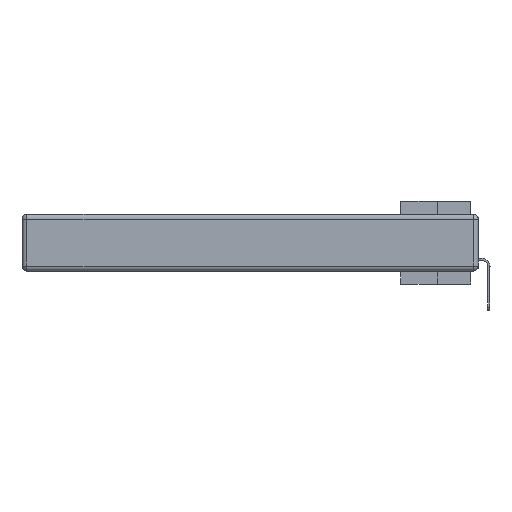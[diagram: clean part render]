
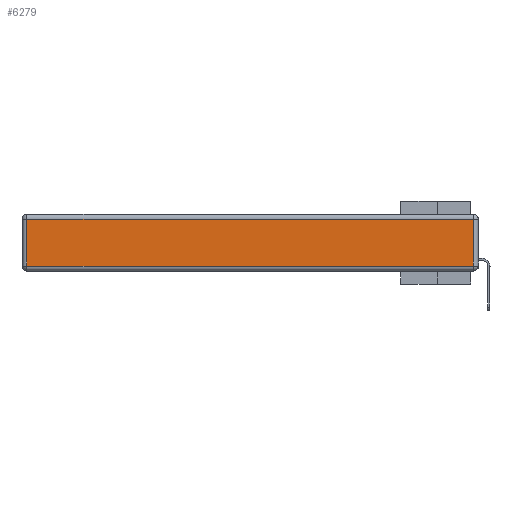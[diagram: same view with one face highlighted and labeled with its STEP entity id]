
A CAD part, left-side view. The second image highlights one B-rep face of the part: STEP entity #6279.
In plain terms, the highlighted planar face has unit normal (-1, 0, 0).
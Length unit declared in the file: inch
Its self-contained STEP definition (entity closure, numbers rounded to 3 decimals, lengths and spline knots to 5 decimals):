
#88 = CARTESIAN_POINT ( 'NONE',  ( 0., 0., -0.343 ) ) ;
#550 = CARTESIAN_POINT ( 'NONE',  ( 0., 2.72, -0.343 ) ) ;
#1646 = CARTESIAN_POINT ( 'NONE',  ( 0., 2.72, -0.313 ) ) ;
#2137 = CARTESIAN_POINT ( 'NONE',  ( 0., 0.03, -0.03 ) ) ;
#5069 = EDGE_CURVE ( 'NONE', #33728, #22449, #20846, .T. ) ;
#5666 = CARTESIAN_POINT ( 'NONE',  ( 0., 0.03, -0.343 ) ) ;
#5909 = ORIENTED_EDGE ( 'NONE', *, *, #32134, .T. ) ;
#6279 = ADVANCED_FACE ( 'NONE', ( #14288 ), #10796, .T. ) ;
#7919 = VERTEX_POINT ( 'NONE', #26426 ) ;
#8770 = DIRECTION ( 'NONE',  ( 0., 0., -1. ) ) ;
#9111 = EDGE_CURVE ( 'NONE', #32425, #7919, #29097, .T. ) ;
#10796 = PLANE ( 'NONE',  #26352 ) ;
#12093 = ORIENTED_EDGE ( 'NONE', *, *, #30086, .T. ) ;
#14288 = FACE_OUTER_BOUND ( 'NONE', #28669, .T. ) ;
#14984 = VECTOR ( 'NONE', #8770, 39.37008 ) ;
#16111 = LINE ( 'NONE', #550, #14984 ) ;
#16524 = DIRECTION ( 'NONE',  ( 0., 0., 1. ) ) ;
#16636 = VECTOR ( 'NONE', #16524, 39.37008 ) ;
#18163 = DIRECTION ( 'NONE',  ( 0., -1., 0. ) ) ;
#18508 = ORIENTED_EDGE ( 'NONE', *, *, #5069, .T. ) ;
#18801 = DIRECTION ( 'NONE',  ( 0., 0., 1. ) ) ;
#20846 = LINE ( 'NONE', #22816, #30842 ) ;
#21486 = DIRECTION ( 'NONE',  ( -1., 0., 0. ) ) ;
#22449 = VERTEX_POINT ( 'NONE', #24578 ) ;
#22816 = CARTESIAN_POINT ( 'NONE',  ( 0., 0., -0.313 ) ) ;
#24219 = LINE ( 'NONE', #5666, #16636 ) ;
#24578 = CARTESIAN_POINT ( 'NONE',  ( 0., 0.03, -0.313 ) ) ;
#26352 = AXIS2_PLACEMENT_3D ( 'NONE', #88, #21486, #18801 ) ;
#26426 = CARTESIAN_POINT ( 'NONE',  ( 0., 2.72, -0.03 ) ) ;
#28669 = EDGE_LOOP ( 'NONE', ( #18508, #12093, #29442, #5909 ) ) ;
#29097 = LINE ( 'NONE', #29297, #33946 ) ;
#29297 = CARTESIAN_POINT ( 'NONE',  ( 0., 2.75, -0.03 ) ) ;
#29442 = ORIENTED_EDGE ( 'NONE', *, *, #9111, .T. ) ;
#30086 = EDGE_CURVE ( 'NONE', #22449, #32425, #24219, .T. ) ;
#30842 = VECTOR ( 'NONE', #18163, 39.37008 ) ;
#32134 = EDGE_CURVE ( 'NONE', #7919, #33728, #16111, .T. ) ;
#32334 = DIRECTION ( 'NONE',  ( 0., 1., 0. ) ) ;
#32425 = VERTEX_POINT ( 'NONE', #2137 ) ;
#33728 = VERTEX_POINT ( 'NONE', #1646 ) ;
#33946 = VECTOR ( 'NONE', #32334, 39.37008 ) ;
